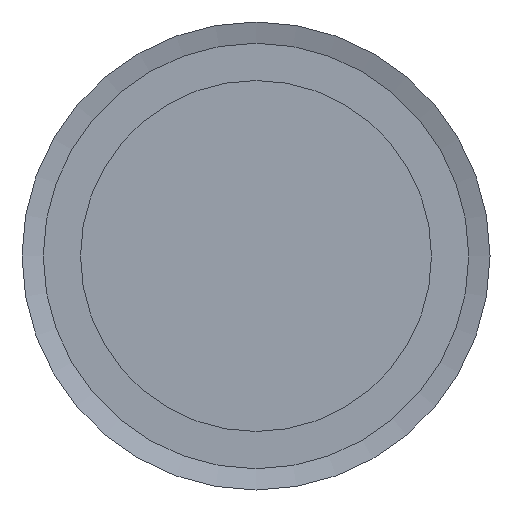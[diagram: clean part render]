
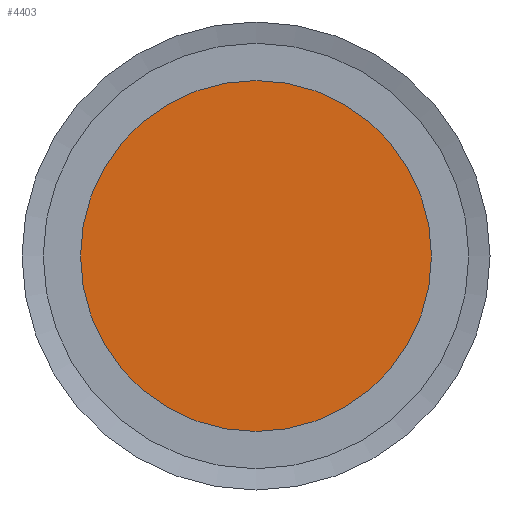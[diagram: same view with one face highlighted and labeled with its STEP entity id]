
A CAD part, left-side view. The second image highlights one B-rep face of the part: STEP entity #4403.
In plain terms, the highlighted planar face has unit normal (-1, 0, 0).
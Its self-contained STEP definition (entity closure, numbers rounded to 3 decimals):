
#1358=VERTEX_POINT('',#7627);
#1674=CIRCLE('',#4941,16.5);
#2326=EDGE_CURVE('',#1358,#1358,#1674,.T.);
#3393=ORIENTED_EDGE('',*,*,#2326,.F.);
#3929=EDGE_LOOP('',(#3393));
#4167=FACE_BOUND('',#3929,.T.);
#4403=ADVANCED_FACE('',(#4167),#7737,.F.);
#4940=AXIS2_PLACEMENT_3D('',#7625,#6268,$);
#4941=AXIS2_PLACEMENT_3D('',#7626,#6269,#6270);
#6268=DIRECTION('',(1.,0.,0.));
#6269=DIRECTION('',(1.,0.,0.));
#6270=DIRECTION('',(0.,0.,-16.5));
#7625=CARTESIAN_POINT('',(0.,0.,0.));
#7626=CARTESIAN_POINT('',(0.,0.,0.));
#7627=CARTESIAN_POINT('',(0.,0.,-16.5));
#7737=PLANE('',#4940);
